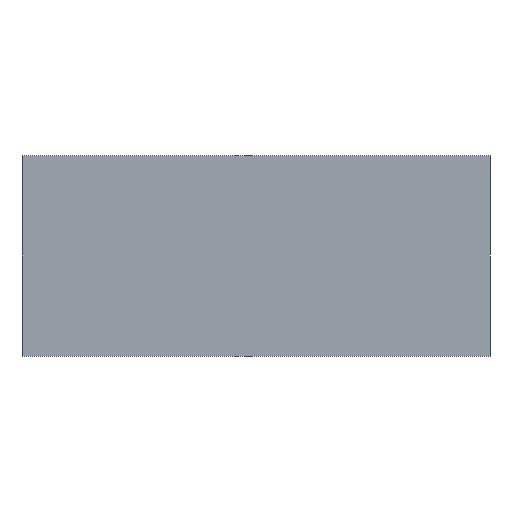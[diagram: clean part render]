
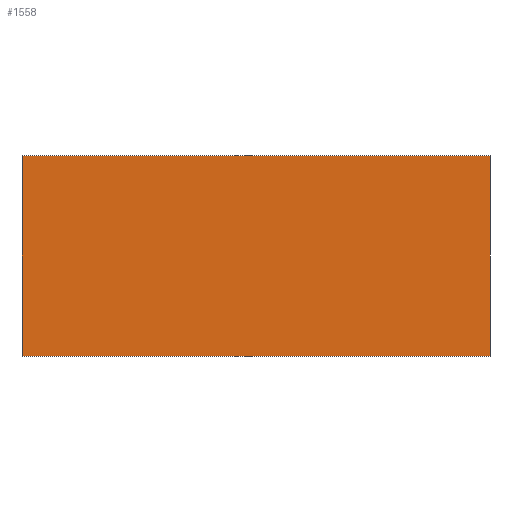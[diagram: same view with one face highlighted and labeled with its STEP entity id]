
A CAD part, front view. The second image highlights one B-rep face of the part: STEP entity #1558.
In plain terms, the highlighted planar face has unit normal (0, -1, 0).
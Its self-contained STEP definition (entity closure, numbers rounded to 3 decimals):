
#744=CARTESIAN_POINT('Vertex',(-275.423,-1000.,44.651)) ;
#751=CARTESIAN_POINT('Vertex',(-275.423,-1000.,-105.349)) ;
#754=CARTESIAN_POINT('Line Origine',(-275.423,-1000.,-30.349)) ;
#770=CARTESIAN_POINT('Vertex',(74.577,-1000.,-105.349)) ;
#773=CARTESIAN_POINT('Line Origine',(-100.423,-1000.,-105.349)) ;
#789=CARTESIAN_POINT('Vertex',(74.577,-1000.,44.651)) ;
#792=CARTESIAN_POINT('Line Origine',(74.577,-1000.,-30.349)) ;
#804=CARTESIAN_POINT('Line Origine',(-100.423,-1000.,44.651)) ;
#1547=CARTESIAN_POINT('Axis2P3D Location',(0.,-1000.,0.)) ;
#755=DIRECTION('Vector Direction',(0.,0.,-1.)) ;
#774=DIRECTION('Vector Direction',(-1.,0.,0.)) ;
#793=DIRECTION('Vector Direction',(0.,0.,1.)) ;
#805=DIRECTION('Vector Direction',(1.,0.,0.)) ;
#1548=DIRECTION('Axis2P3D Direction',(-0.,-1.,0.)) ;
#1549=DIRECTION('Axis2P3D XDirection',(1.,-0.,0.)) ;
#1550=AXIS2_PLACEMENT_3D('Plane Axis2P3D',#1547,#1548,#1549) ;
#1553=ORIENTED_EDGE('',*,*,#758,.T.) ;
#1554=ORIENTED_EDGE('',*,*,#777,.T.) ;
#1555=ORIENTED_EDGE('',*,*,#796,.T.) ;
#1556=ORIENTED_EDGE('',*,*,#808,.T.) ;
#756=VECTOR('Line Direction',#755,1.) ;
#775=VECTOR('Line Direction',#774,1.) ;
#794=VECTOR('Line Direction',#793,1.) ;
#806=VECTOR('Line Direction',#805,1.) ;
#1558=ADVANCED_FACE('PartBody',(#1557),#1551,.T.) ;
#758=EDGE_CURVE('',#745,#752,#757,.T.) ;
#777=EDGE_CURVE('',#752,#771,#776,.F.) ;
#796=EDGE_CURVE('',#771,#790,#795,.T.) ;
#808=EDGE_CURVE('',#790,#745,#807,.F.) ;
#1552=EDGE_LOOP('',(#1553,#1554,#1555,#1556)) ;
#1557=FACE_OUTER_BOUND('',#1552,.T.) ;
#757=LINE('Line',#754,#756) ;
#776=LINE('Line',#773,#775) ;
#795=LINE('Line',#792,#794) ;
#807=LINE('Line',#804,#806) ;
#1551=PLANE('',#1550) ;
#745=VERTEX_POINT('',#744) ;
#752=VERTEX_POINT('',#751) ;
#771=VERTEX_POINT('',#770) ;
#790=VERTEX_POINT('',#789) ;
